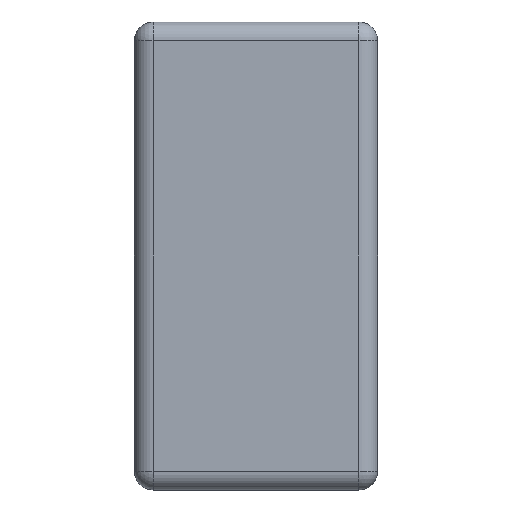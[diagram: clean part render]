
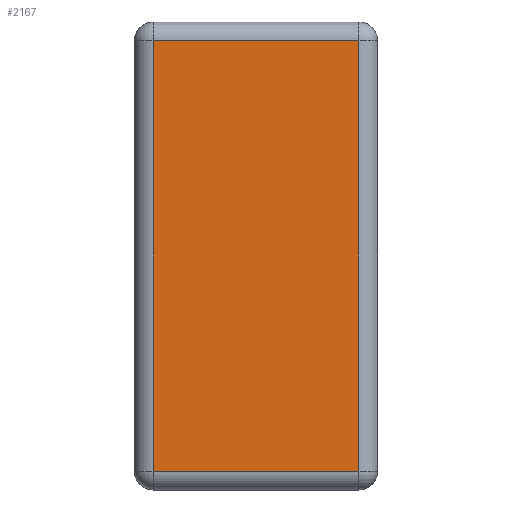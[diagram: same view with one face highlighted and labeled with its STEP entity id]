
A CAD part, left-side view. The second image highlights one B-rep face of the part: STEP entity #2167.
In plain terms, the highlighted planar face has unit normal (-1, 0, 0).
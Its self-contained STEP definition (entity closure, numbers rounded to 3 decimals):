
#7 = ORIENTED_EDGE ( 'NONE', *, *, #1254, .T. ) ;
#51 = CARTESIAN_POINT ( 'NONE',  ( -1., 0.6, -0.625 ) ) ;
#225 = FACE_OUTER_BOUND ( 'NONE', #585, .T. ) ;
#256 = DIRECTION ( 'NONE',  ( 1., 0., 0. ) ) ;
#284 = CARTESIAN_POINT ( 'NONE',  ( -1., 2.046, -0.575 ) ) ;
#316 = VERTEX_POINT ( 'NONE', #2179 ) ;
#362 = VERTEX_POINT ( 'NONE', #946 ) ;
#368 = CARTESIAN_POINT ( 'NONE',  ( -1., 0.05, -0.625 ) ) ;
#442 = PLANE ( 'NONE',  #659 ) ;
#511 = CARTESIAN_POINT ( 'NONE',  ( -1., 2.046, 0.575 ) ) ;
#520 = DIRECTION ( 'NONE',  ( 0., 0., -1. ) ) ;
#585 = EDGE_LOOP ( 'NONE', ( #2488, #2901, #1896, #7 ) ) ;
#659 = AXIS2_PLACEMENT_3D ( 'NONE', #1690, #256, #2168 ) ;
#764 = CARTESIAN_POINT ( 'NONE',  ( -1., 0.05, -0.575 ) ) ;
#829 = DIRECTION ( 'NONE',  ( 0., 0., 1. ) ) ;
#946 = CARTESIAN_POINT ( 'NONE',  ( -1., 0.05, 0.575 ) ) ;
#962 = DIRECTION ( 'NONE',  ( 0., -1., 0. ) ) ;
#1010 = EDGE_CURVE ( 'NONE', #3054, #3041, #2886, .T. ) ;
#1109 = EDGE_CURVE ( 'NONE', #3041, #362, #2245, .T. ) ;
#1254 = EDGE_CURVE ( 'NONE', #316, #3054, #1350, .T. ) ;
#1310 = EDGE_CURVE ( 'NONE', #362, #316, #1473, .T. ) ;
#1350 = LINE ( 'NONE', #51, #2451 ) ;
#1473 = LINE ( 'NONE', #511, #2861 ) ;
#1486 = DIRECTION ( 'NONE',  ( 0., 1., 0. ) ) ;
#1543 = VECTOR ( 'NONE', #829, 1000. ) ;
#1690 = CARTESIAN_POINT ( 'NONE',  ( -1., 2.046, -0.625 ) ) ;
#1896 = ORIENTED_EDGE ( 'NONE', *, *, #1310, .T. ) ;
#2167 = ADVANCED_FACE ( 'NONE', ( #225 ), #442, .F. ) ;
#2168 = DIRECTION ( 'NONE',  ( 0., 0., -1. ) ) ;
#2179 = CARTESIAN_POINT ( 'NONE',  ( -1., 0.6, 0.575 ) ) ;
#2245 = LINE ( 'NONE', #368, #1543 ) ;
#2451 = VECTOR ( 'NONE', #520, 1000. ) ;
#2488 = ORIENTED_EDGE ( 'NONE', *, *, #1010, .T. ) ;
#2799 = VECTOR ( 'NONE', #962, 1000. ) ;
#2861 = VECTOR ( 'NONE', #1486, 1000. ) ;
#2872 = CARTESIAN_POINT ( 'NONE',  ( -1., 0.6, -0.575 ) ) ;
#2886 = LINE ( 'NONE', #284, #2799 ) ;
#2901 = ORIENTED_EDGE ( 'NONE', *, *, #1109, .T. ) ;
#3041 = VERTEX_POINT ( 'NONE', #764 ) ;
#3054 = VERTEX_POINT ( 'NONE', #2872 ) ;
